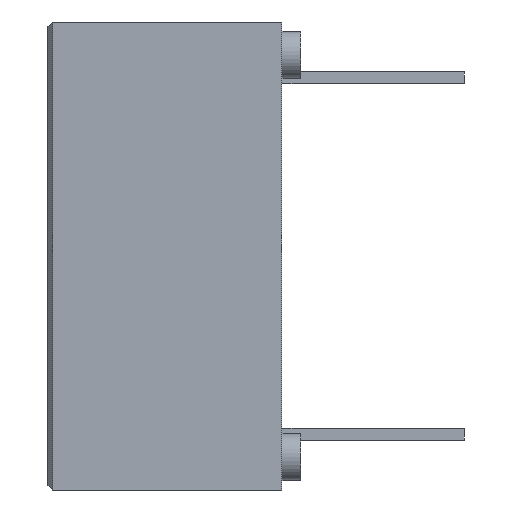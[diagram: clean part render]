
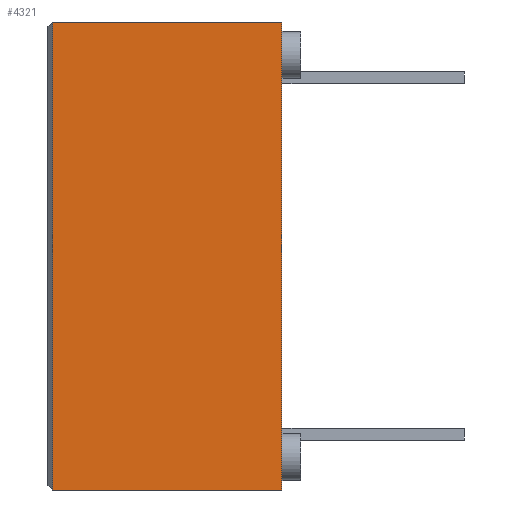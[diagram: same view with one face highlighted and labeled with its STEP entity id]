
A CAD part, left-side view. The second image highlights one B-rep face of the part: STEP entity #4321.
In plain terms, the highlighted planar face has unit normal (-1, 0, 0).
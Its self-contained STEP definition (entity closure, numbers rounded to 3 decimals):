
#798 = EDGE_CURVE ( 'NONE', #5592, #4978, #3713, .T. ) ;
#821 = FACE_OUTER_BOUND ( 'NONE', #15253, .T. ) ;
#927 = VECTOR ( 'NONE', #16820, 1000. ) ;
#1581 = CARTESIAN_POINT ( 'NONE',  ( -5., 4.9, 5. ) ) ;
#2521 = ORIENTED_EDGE ( 'NONE', *, *, #798, .T. ) ;
#2728 = ORIENTED_EDGE ( 'NONE', *, *, #15548, .T. ) ;
#3084 = DIRECTION ( 'NONE',  ( 0., -1., 0. ) ) ;
#3317 = CARTESIAN_POINT ( 'NONE',  ( -5., 0., 5. ) ) ;
#3713 = LINE ( 'NONE', #6452, #927 ) ;
#3825 = CARTESIAN_POINT ( 'NONE',  ( -5., 5., 5. ) ) ;
#4321 = ADVANCED_FACE ( 'NONE', ( #821 ), #16602, .F. ) ;
#4468 = VERTEX_POINT ( 'NONE', #10636 ) ;
#4808 = EDGE_CURVE ( 'NONE', #5592, #9238, #6483, .T. ) ;
#4872 = DIRECTION ( 'NONE',  ( 0., 0., -1. ) ) ;
#4978 = VERTEX_POINT ( 'NONE', #10774 ) ;
#5414 = AXIS2_PLACEMENT_3D ( 'NONE', #8484, #16514, #4872 ) ;
#5592 = VERTEX_POINT ( 'NONE', #1581 ) ;
#6317 = DIRECTION ( 'NONE',  ( 0., 0., 1. ) ) ;
#6452 = CARTESIAN_POINT ( 'NONE',  ( -5., 4.9, -5. ) ) ;
#6483 = LINE ( 'NONE', #3825, #8163 ) ;
#8163 = VECTOR ( 'NONE', #14184, 1000. ) ;
#8484 = CARTESIAN_POINT ( 'NONE',  ( -5., 5., -5. ) ) ;
#9238 = VERTEX_POINT ( 'NONE', #3317 ) ;
#10636 = CARTESIAN_POINT ( 'NONE',  ( -5., 0., -5. ) ) ;
#10774 = CARTESIAN_POINT ( 'NONE',  ( -5., 4.9, -5. ) ) ;
#12181 = LINE ( 'NONE', #14809, #14066 ) ;
#12202 = EDGE_CURVE ( 'NONE', #4978, #4468, #12181, .T. ) ;
#13421 = ORIENTED_EDGE ( 'NONE', *, *, #4808, .F. ) ;
#13499 = VECTOR ( 'NONE', #6317, 1000. ) ;
#13698 = ORIENTED_EDGE ( 'NONE', *, *, #12202, .T. ) ;
#14066 = VECTOR ( 'NONE', #3084, 1000. ) ;
#14184 = DIRECTION ( 'NONE',  ( 0., -1., 0. ) ) ;
#14191 = LINE ( 'NONE', #16427, #13499 ) ;
#14809 = CARTESIAN_POINT ( 'NONE',  ( -5., 5., -5. ) ) ;
#15253 = EDGE_LOOP ( 'NONE', ( #13421, #2521, #13698, #2728 ) ) ;
#15548 = EDGE_CURVE ( 'NONE', #4468, #9238, #14191, .T. ) ;
#16427 = CARTESIAN_POINT ( 'NONE',  ( -5., 0., -5. ) ) ;
#16514 = DIRECTION ( 'NONE',  ( 1., 0., 0. ) ) ;
#16602 = PLANE ( 'NONE',  #5414 ) ;
#16820 = DIRECTION ( 'NONE',  ( 0., 0., -1. ) ) ;
